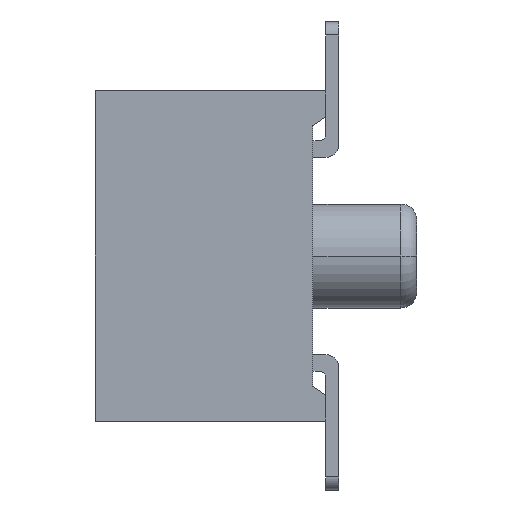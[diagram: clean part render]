
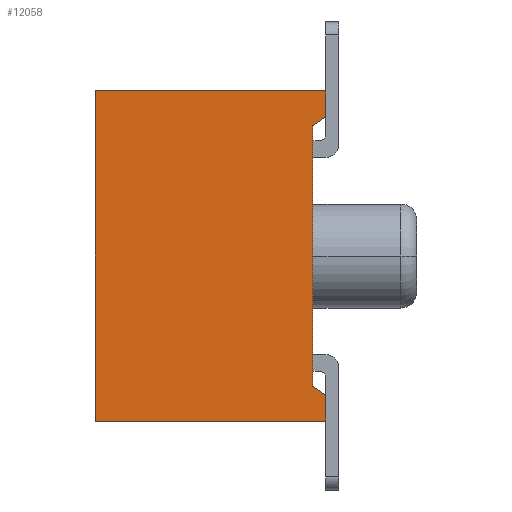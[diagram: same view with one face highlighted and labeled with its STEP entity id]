
A CAD part, left-side view. The second image highlights one B-rep face of the part: STEP entity #12058.
In plain terms, the highlighted planar face has unit normal (-1, 0, 0).
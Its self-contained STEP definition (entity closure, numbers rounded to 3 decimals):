
#24=DIRECTION('',(0.,0.,1.));
#25=VECTOR('',#24,0.4);
#26=CARTESIAN_POINT('',(-1.27,0.,2.14));
#27=LINE('',#26,#25);
#52=DIRECTION('',(0.,0.,1.));
#53=VECTOR('',#52,0.4);
#54=CARTESIAN_POINT('',(-1.27,0.,-2.54));
#55=LINE('',#54,#53);
#101=DIRECTION('',(0.,1.,0.));
#102=VECTOR('',#101,3.55);
#103=CARTESIAN_POINT('',(-1.27,0.,2.54));
#104=LINE('',#103,#102);
#1179=DIRECTION('',(0.,0.,1.));
#1180=VECTOR('',#1179,5.08);
#1181=CARTESIAN_POINT('',(-1.27,3.55,-2.54));
#1182=LINE('',#1181,#1180);
#1442=DIRECTION('',(0.,0.819,-0.574));
#1443=VECTOR('',#1442,0.244);
#1444=CARTESIAN_POINT('',(-1.27,0.,2.14));
#1445=LINE('',#1444,#1443);
#1449=DIRECTION('',(0.,0.,-1.));
#1450=VECTOR('',#1449,4.);
#1451=CARTESIAN_POINT('',(-1.27,0.2,2.));
#1452=LINE('',#1451,#1450);
#1456=DIRECTION('',(0.,-0.819,-0.574));
#1457=VECTOR('',#1456,0.244);
#1458=CARTESIAN_POINT('',(-1.27,0.2,-2.));
#1459=LINE('',#1458,#1457);
#1463=DIRECTION('',(0.,1.,0.));
#1464=VECTOR('',#1463,3.55);
#1465=CARTESIAN_POINT('',(-1.27,0.,-2.54));
#1466=LINE('',#1465,#1464);
#9301=CARTESIAN_POINT('',(-1.27,3.55,-2.54));
#9302=CARTESIAN_POINT('',(-1.27,3.55,2.54));
#9303=VERTEX_POINT('',#9301);
#9304=VERTEX_POINT('',#9302);
#9305=CARTESIAN_POINT('',(-1.27,0.,-2.54));
#9306=VERTEX_POINT('',#9305);
#9307=CARTESIAN_POINT('',(-1.27,0.,2.54));
#9308=VERTEX_POINT('',#9307);
#9365=CARTESIAN_POINT('',(-1.27,0.,2.14));
#9367=VERTEX_POINT('',#9365);
#9369=CARTESIAN_POINT('',(-1.27,0.,-2.14));
#9371=VERTEX_POINT('',#9369);
#9373=CARTESIAN_POINT('',(-1.27,0.2,2.));
#9374=VERTEX_POINT('',#9373);
#9375=CARTESIAN_POINT('',(-1.27,0.2,-2.));
#9376=VERTEX_POINT('',#9375);
#12041=CARTESIAN_POINT('',(-1.27,0.,-2.54));
#12042=DIRECTION('',(-1.,0.,0.));
#12043=DIRECTION('',(0.,0.,1.));
#12044=AXIS2_PLACEMENT_3D('',#12041,#12042,#12043);
#12045=PLANE('',#12044);
#12046=ORIENTED_EDGE('',*,*,#10999,.T.);
#12047=ORIENTED_EDGE('',*,*,#11621,.T.);
#12049=ORIENTED_EDGE('',*,*,#12048,.T.);
#12050=ORIENTED_EDGE('',*,*,#10984,.F.);
#12052=ORIENTED_EDGE('',*,*,#12051,.T.);
#12053=ORIENTED_EDGE('',*,*,#11048,.T.);
#12054=ORIENTED_EDGE('',*,*,#11034,.F.);
#12055=ORIENTED_EDGE('',*,*,#10964,.F.);
#12056=EDGE_LOOP('',(#12046,#12047,#12049,#12050,#12052,#12053,#12054,#12055));
#12057=FACE_OUTER_BOUND('',#12056,.F.);
#12058=ADVANCED_FACE('',(#12057),#12045,.T.);
#10964=EDGE_CURVE('',#9367,#9308,#27,.T.);
#10984=EDGE_CURVE('',#9306,#9371,#55,.T.);
#10999=EDGE_CURVE('',#9367,#9374,#1445,.T.);
#11034=EDGE_CURVE('',#9308,#9304,#104,.T.);
#11048=EDGE_CURVE('',#9303,#9304,#1182,.T.);
#11621=EDGE_CURVE('',#9374,#9376,#1452,.T.);
#12048=EDGE_CURVE('',#9376,#9371,#1459,.T.);
#12051=EDGE_CURVE('',#9306,#9303,#1466,.T.);
